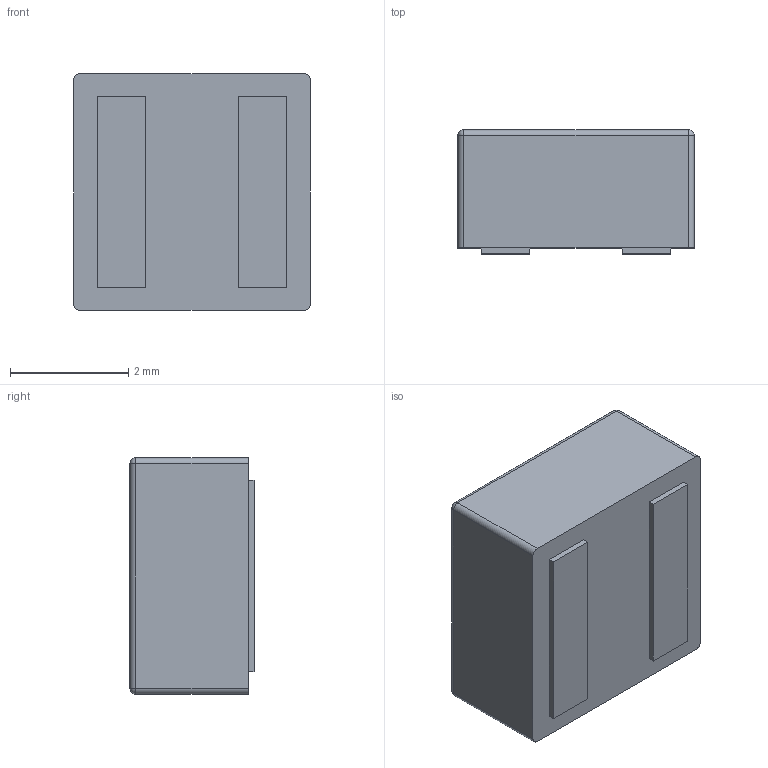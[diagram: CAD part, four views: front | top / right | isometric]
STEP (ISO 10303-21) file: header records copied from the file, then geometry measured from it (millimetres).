
FILE_DESCRIPTION (( 'STEP AP214' ), '1' );
FILE_NAME ('XAL4020102ME.STEP', '2023-09-24T21:11:58', ( '' ), ( '' ), 'SwSTEP 2.0', 'SolidWorks 2021', '' );
FILE_SCHEMA (( 'AUTOMOTIVE_DESIGN' ));
Length unit declared in the file: millimetre
Products named in the file (1): XAL4020102ME
Bounding box: 4 x 2.1 x 4 mm (x, y, z)
Volume: 32.5 mm3; surface area: 77.3 mm2
Topology: 4 solids, 4 shells, 41 faces, 88 edges, 52 vertices
Faces by surface type: plane 29, cylinder 8, sphere 4
Entity records: 1119 total; most frequent: DIRECTION 184, CARTESIAN_POINT 178, ORIENTED_EDGE 168, EDGE_CURVE 84, VECTOR 68, LINE 68, AXIS2_PLACEMENT_3D 58, VERTEX_POINT 52
